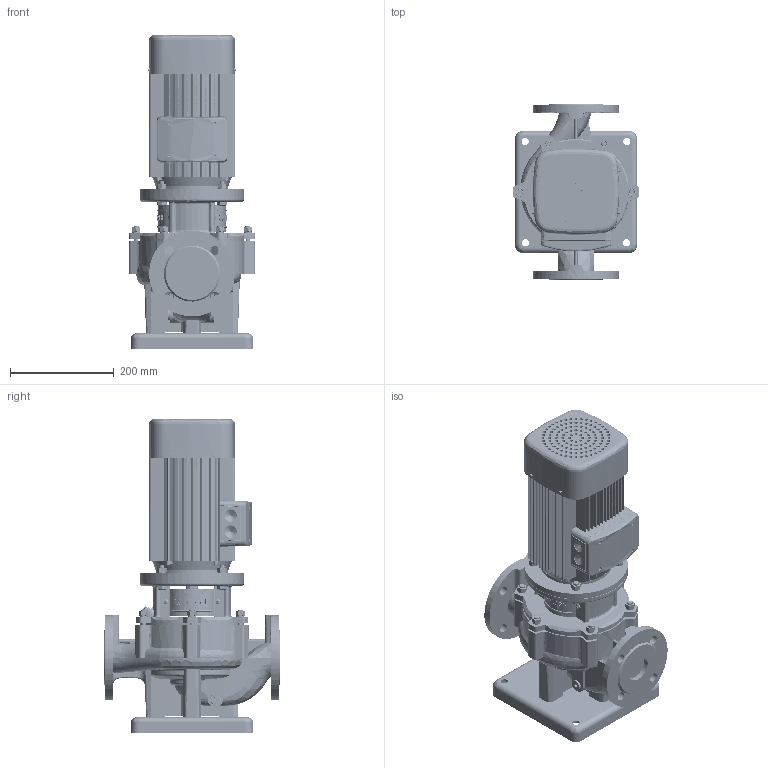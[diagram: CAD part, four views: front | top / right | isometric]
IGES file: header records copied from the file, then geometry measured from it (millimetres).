
Global section: file name: 015P2009 (RV 50-1902); native system: AutoCAD 2021 — Русский (Russian),62HAutod; preprocessor: esk Translation Framework DWG producer (atf_dwg_producer); organization: unknown; date: 20230328.211256; units: millimetre
Bounding box: 242 x 340 x 604 mm (x, y, z)
Volume: 13638794.8 mm3; surface area: 1272426.6 mm2
Topology: 52 solids, 53 shells, 4400 faces, 14335 edges, 10504 vertices
Faces by surface type: bspline 4284, revolution 116
